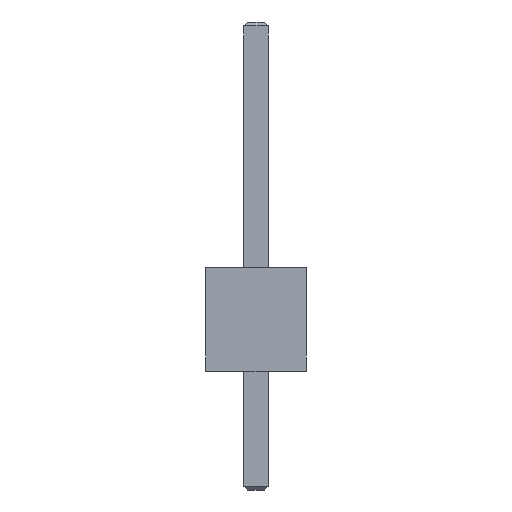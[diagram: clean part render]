
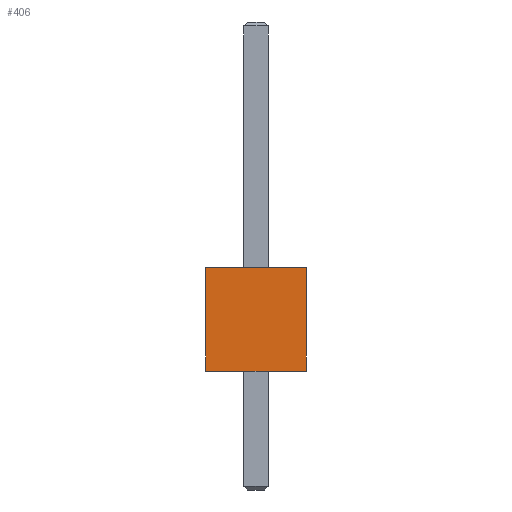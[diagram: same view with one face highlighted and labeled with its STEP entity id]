
A CAD part, front view. The second image highlights one B-rep face of the part: STEP entity #406.
In plain terms, the highlighted face is planar.
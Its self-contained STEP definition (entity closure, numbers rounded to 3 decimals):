
#406=ADVANCED_FACE('',(#610),#612,.T.);
#610=FACE_BOUND('',#611,.T.);
#611=EDGE_LOOP('',(#763,#764,#765,#766));
#612=PLANE('',#613);
#613=AXIS2_PLACEMENT_3D('',#614,#615,#616);
#614=CARTESIAN_POINT('',(0.,0.,0.));
#615=DIRECTION('',(0.,0.,1.));
#616=DIRECTION('',(1.,0.,0.));
#763=ORIENTED_EDGE('',*,*,#837,.T.);
#764=ORIENTED_EDGE('',*,*,#855,.T.);
#765=ORIENTED_EDGE('',*,*,#856,.F.);
#766=ORIENTED_EDGE('',*,*,#857,.F.);
#837=EDGE_CURVE('',#892,#890,#893,.T.);
#855=EDGE_CURVE('',#890,#920,#922,.T.);
#856=EDGE_CURVE('',#923,#920,#924,.T.);
#857=EDGE_CURVE('',#892,#923,#925,.T.);
#890=VERTEX_POINT('',#976);
#892=VERTEX_POINT('',#980);
#893=LINE('',#981,#982);
#920=VERTEX_POINT('',#1042);
#922=LINE('',#1046,#1047);
#923=VERTEX_POINT('',#1049);
#924=LINE('',#1050,#1051);
#925=LINE('',#1053,#1054);
#976=CARTESIAN_POINT('',(2.54,0.,0.));
#980=CARTESIAN_POINT('',(0.,0.,0.));
#981=CARTESIAN_POINT('',(0.,0.,0.));
#982=VECTOR('',#983,1.);
#983=DIRECTION('',(1.,0.,0.));
#1042=CARTESIAN_POINT('',(2.54,2.6,0.));
#1046=CARTESIAN_POINT('',(2.54,0.,0.));
#1047=VECTOR('',#1048,1.);
#1048=DIRECTION('',(0.,1.,0.));
#1049=CARTESIAN_POINT('',(0.,2.6,0.));
#1050=CARTESIAN_POINT('',(0.,2.6,0.));
#1051=VECTOR('',#1052,1.);
#1052=DIRECTION('',(1.,0.,0.));
#1053=CARTESIAN_POINT('',(0.,0.,0.));
#1054=VECTOR('',#1055,1.);
#1055=DIRECTION('',(0.,1.,0.));
